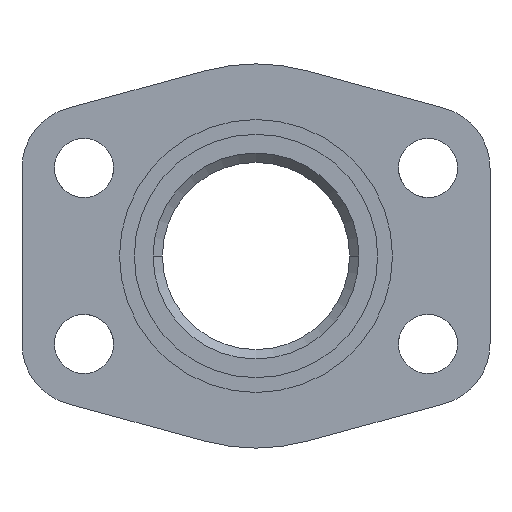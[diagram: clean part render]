
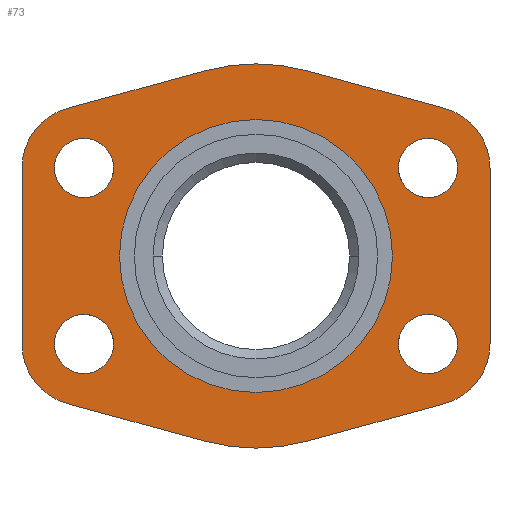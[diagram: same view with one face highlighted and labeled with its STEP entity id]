
A CAD part, front view. The second image highlights one B-rep face of the part: STEP entity #73.
In plain terms, the highlighted planar face has unit normal (0, -1, 0).
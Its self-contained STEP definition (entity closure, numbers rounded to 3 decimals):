
#73=ADVANCED_FACE('',(#154,#155,#156,#157,#158,#159),#160,.F.);
#154=FACE_BOUND('',#260,.T.);
#155=FACE_OUTER_BOUND('',#261,.T.);
#156=FACE_BOUND('',#262,.T.);
#157=FACE_BOUND('',#263,.T.);
#158=FACE_BOUND('',#264,.T.);
#159=FACE_BOUND('',#265,.T.);
#160=PLANE('',#266);
#260=EDGE_LOOP('',(#530,#531));
#261=EDGE_LOOP('',(#532,#533,#534,#535,#536,#537,#538,#539,#540,#541,#542,#543));
#262=EDGE_LOOP('',(#544,#545));
#263=EDGE_LOOP('',(#546,#547));
#264=EDGE_LOOP('',(#548,#549));
#265=EDGE_LOOP('',(#550,#551));
#266=AXIS2_PLACEMENT_3D('',#552,#553,#554);
#530=ORIENTED_EDGE('',*,*,#744,.T.);
#531=ORIENTED_EDGE('',*,*,#743,.T.);
#532=ORIENTED_EDGE('',*,*,#780,.F.);
#533=ORIENTED_EDGE('',*,*,#781,.F.);
#534=ORIENTED_EDGE('',*,*,#782,.F.);
#535=ORIENTED_EDGE('',*,*,#783,.F.);
#536=ORIENTED_EDGE('',*,*,#784,.T.);
#537=ORIENTED_EDGE('',*,*,#785,.F.);
#538=ORIENTED_EDGE('',*,*,#786,.T.);
#539=ORIENTED_EDGE('',*,*,#787,.F.);
#540=ORIENTED_EDGE('',*,*,#788,.F.);
#541=ORIENTED_EDGE('',*,*,#789,.F.);
#542=ORIENTED_EDGE('',*,*,#790,.T.);
#543=ORIENTED_EDGE('',*,*,#791,.F.);
#544=ORIENTED_EDGE('',*,*,#779,.T.);
#545=ORIENTED_EDGE('',*,*,#711,.T.);
#546=ORIENTED_EDGE('',*,*,#778,.T.);
#547=ORIENTED_EDGE('',*,*,#715,.T.);
#548=ORIENTED_EDGE('',*,*,#777,.T.);
#549=ORIENTED_EDGE('',*,*,#720,.T.);
#550=ORIENTED_EDGE('',*,*,#776,.T.);
#551=ORIENTED_EDGE('',*,*,#725,.T.);
#552=CARTESIAN_POINT('',(0.,0.,0.));
#553=DIRECTION('',(-0.0,1.0,0.));
#554=DIRECTION('',(1.0,0.0,0.0));
#711=EDGE_CURVE('',#851,#855,#857,.T.);
#715=EDGE_CURVE('',#859,#863,#865,.T.);
#720=EDGE_CURVE('',#867,#873,#875,.T.);
#725=EDGE_CURVE('',#877,#883,#885,.T.);
#743=EDGE_CURVE('',#913,#917,#919,.T.);
#744=EDGE_CURVE('',#917,#913,#920,.T.);
#776=EDGE_CURVE('',#883,#877,#968,.T.);
#777=EDGE_CURVE('',#873,#867,#969,.T.);
#778=EDGE_CURVE('',#863,#859,#970,.T.);
#779=EDGE_CURVE('',#855,#851,#971,.T.);
#780=EDGE_CURVE('',#972,#973,#974,.T.);
#781=EDGE_CURVE('',#975,#972,#976,.T.);
#782=EDGE_CURVE('',#977,#975,#978,.T.);
#783=EDGE_CURVE('',#979,#977,#980,.T.);
#784=EDGE_CURVE('',#979,#981,#982,.T.);
#785=EDGE_CURVE('',#983,#981,#984,.T.);
#786=EDGE_CURVE('',#983,#985,#986,.T.);
#787=EDGE_CURVE('',#987,#985,#988,.T.);
#788=EDGE_CURVE('',#989,#987,#990,.T.);
#789=EDGE_CURVE('',#991,#989,#992,.T.);
#790=EDGE_CURVE('',#991,#993,#994,.T.);
#791=EDGE_CURVE('',#973,#993,#995,.T.);
#851=VERTEX_POINT('',#1211);
#855=VERTEX_POINT('',#1216);
#857=CIRCLE('',#1219,6.0);
#859=VERTEX_POINT('',#1221);
#863=VERTEX_POINT('',#1226);
#865=CIRCLE('',#1229,6.0);
#867=VERTEX_POINT('',#1231);
#873=VERTEX_POINT('',#1238);
#875=CIRCLE('',#1241,6.0);
#877=VERTEX_POINT('',#1243);
#883=VERTEX_POINT('',#1250);
#885=CIRCLE('',#1253,6.0);
#913=VERTEX_POINT('',#1361);
#917=VERTEX_POINT('',#1366);
#919=CIRCLE('',#1369,27.7);
#920=CIRCLE('',#1370,27.7);
#968=CIRCLE('',#1498,6.0);
#969=CIRCLE('',#1499,6.0);
#970=CIRCLE('',#1500,6.0);
#971=CIRCLE('',#1501,6.0);
#972=VERTEX_POINT('',#1502);
#973=VERTEX_POINT('',#1503);
#974=LINE('',#1504,#1505);
#975=VERTEX_POINT('',#1506);
#976=CIRCLE('',#1507,12.575);
#977=VERTEX_POINT('',#1508);
#978=LINE('',#1509,#1510);
#979=VERTEX_POINT('',#1511);
#980=CIRCLE('',#1512,39.0);
#981=VERTEX_POINT('',#1513);
#982=LINE('',#1514,#1515);
#983=VERTEX_POINT('',#1516);
#984=CIRCLE('',#1517,12.575);
#985=VERTEX_POINT('',#1518);
#986=LINE('',#1519,#1520);
#987=VERTEX_POINT('',#1521);
#988=CIRCLE('',#1522,12.575);
#989=VERTEX_POINT('',#1523);
#990=LINE('',#1524,#1525);
#991=VERTEX_POINT('',#1526);
#992=CIRCLE('',#1527,39.0);
#993=VERTEX_POINT('',#1528);
#994=LINE('',#1529,#1530);
#995=CIRCLE('',#1531,12.575);
#1211=CARTESIAN_POINT('',(-28.925,0.0,-17.855));
#1216=CARTESIAN_POINT('',(-40.925,0.,-17.855));
#1219=AXIS2_PLACEMENT_3D('',#1601,#1602,#1603);
#1221=CARTESIAN_POINT('',(40.925,0.0,-17.855));
#1226=CARTESIAN_POINT('',(28.925,0.,-17.855));
#1229=AXIS2_PLACEMENT_3D('',#1609,#1610,#1611);
#1231=CARTESIAN_POINT('',(-28.925,0.0,17.855));
#1238=CARTESIAN_POINT('',(-40.925,0.,17.855));
#1241=AXIS2_PLACEMENT_3D('',#1620,#1621,#1622);
#1243=CARTESIAN_POINT('',(40.925,0.0,17.855));
#1250=CARTESIAN_POINT('',(28.925,0.,17.855));
#1253=AXIS2_PLACEMENT_3D('',#1631,#1632,#1633);
#1361=CARTESIAN_POINT('',(-27.7,0.,0.));
#1366=CARTESIAN_POINT('',(27.7,0.,0.));
#1369=AXIS2_PLACEMENT_3D('',#1663,#1664,#1665);
#1370=AXIS2_PLACEMENT_3D('',#1666,#1667,#1668);
#1498=AXIS2_PLACEMENT_3D('',#1744,#1745,#1746);
#1499=AXIS2_PLACEMENT_3D('',#1747,#1748,#1749);
#1500=AXIS2_PLACEMENT_3D('',#1750,#1751,#1752);
#1501=AXIS2_PLACEMENT_3D('',#1753,#1754,#1755);
#1502=CARTESIAN_POINT('',(47.5,0.,17.855));
#1503=CARTESIAN_POINT('',(47.5,0.,-17.855));
#1504=CARTESIAN_POINT('',(47.5,0.,17.855));
#1505=VECTOR('',#1756,1.0);
#1506=CARTESIAN_POINT('',(38.238,0.,29.986));
#1507=AXIS2_PLACEMENT_3D('',#1757,#1758,#1759);
#1508=CARTESIAN_POINT('',(10.274,0.,37.622));
#1509=CARTESIAN_POINT('',(10.274,0.,37.622));
#1510=VECTOR('',#1760,1.0);
#1511=CARTESIAN_POINT('',(-10.274,0.,37.622));
#1512=AXIS2_PLACEMENT_3D('',#1761,#1762,#1763);
#1513=CARTESIAN_POINT('',(-38.238,0.,29.986));
#1514=CARTESIAN_POINT('',(-10.274,0.,37.622));
#1515=VECTOR('',#1764,1.0);
#1516=CARTESIAN_POINT('',(-47.5,0.,17.855));
#1517=AXIS2_PLACEMENT_3D('',#1765,#1766,#1767);
#1518=CARTESIAN_POINT('',(-47.5,0.,-17.855));
#1519=CARTESIAN_POINT('',(-47.5,0.,17.855));
#1520=VECTOR('',#1768,1.0);
#1521=CARTESIAN_POINT('',(-38.238,0.,-29.986));
#1522=AXIS2_PLACEMENT_3D('',#1769,#1770,#1771);
#1523=CARTESIAN_POINT('',(-10.274,0.,-37.622));
#1524=CARTESIAN_POINT('',(-10.274,0.,-37.622));
#1525=VECTOR('',#1772,1.0);
#1526=CARTESIAN_POINT('',(10.274,0.,-37.622));
#1527=AXIS2_PLACEMENT_3D('',#1773,#1774,#1775);
#1528=CARTESIAN_POINT('',(38.238,0.,-29.986));
#1529=CARTESIAN_POINT('',(10.274,0.,-37.622));
#1530=VECTOR('',#1776,1.0);
#1531=AXIS2_PLACEMENT_3D('',#1777,#1778,#1779);
#1601=CARTESIAN_POINT('',(-34.925,0.0,-17.855));
#1602=DIRECTION('',(-0.0,1.0,0.));
#1603=DIRECTION('',(1.0,0.0,0.0));
#1609=CARTESIAN_POINT('',(34.925,0.0,-17.855));
#1610=DIRECTION('',(-0.0,1.0,0.));
#1611=DIRECTION('',(1.0,0.0,0.0));
#1620=CARTESIAN_POINT('',(-34.925,0.0,17.855));
#1621=DIRECTION('',(-0.0,1.0,0.));
#1622=DIRECTION('',(1.0,0.0,0.0));
#1631=CARTESIAN_POINT('',(34.925,0.0,17.855));
#1632=DIRECTION('',(-0.0,1.0,0.));
#1633=DIRECTION('',(1.0,0.0,0.0));
#1663=CARTESIAN_POINT('',(0.0,0.0,0.0));
#1664=DIRECTION('',(0.0,1.0,0.));
#1665=DIRECTION('',(-1.0,0.0,0.0));
#1666=CARTESIAN_POINT('',(0.0,0.0,0.0));
#1667=DIRECTION('',(0.0,1.0,0.));
#1668=DIRECTION('',(-1.0,0.0,0.0));
#1744=CARTESIAN_POINT('',(34.925,0.0,17.855));
#1745=DIRECTION('',(-0.0,1.0,0.));
#1746=DIRECTION('',(1.0,0.0,0.0));
#1747=CARTESIAN_POINT('',(-34.925,0.0,17.855));
#1748=DIRECTION('',(-0.0,1.0,0.));
#1749=DIRECTION('',(1.0,0.0,0.0));
#1750=CARTESIAN_POINT('',(34.925,0.0,-17.855));
#1751=DIRECTION('',(-0.0,1.0,0.));
#1752=DIRECTION('',(1.0,0.0,0.0));
#1753=CARTESIAN_POINT('',(-34.925,0.0,-17.855));
#1754=DIRECTION('',(-0.0,1.0,0.));
#1755=DIRECTION('',(1.0,0.0,0.0));
#1756=DIRECTION('',(0.,0.,-1.0));
#1757=CARTESIAN_POINT('',(34.925,0.,17.855));
#1758=DIRECTION('',(-0.0,1.0,0.));
#1759=DIRECTION('',(1.0,0.0,0.0));
#1760=DIRECTION('',(0.965,0.,-0.263));
#1761=CARTESIAN_POINT('',(0.0,0.0,0.0));
#1762=DIRECTION('',(-0.0,1.0,0.));
#1763=DIRECTION('',(1.0,0.0,0.0));
#1764=DIRECTION('',(-0.965,0.,-0.263));
#1765=CARTESIAN_POINT('',(-34.925,0.,17.855));
#1766=DIRECTION('',(-0.0,1.0,0.));
#1767=DIRECTION('',(1.0,0.0,0.0));
#1768=DIRECTION('',(0.,0.,-1.0));
#1769=CARTESIAN_POINT('',(-34.925,0.,-17.855));
#1770=DIRECTION('',(-0.0,1.0,0.));
#1771=DIRECTION('',(1.0,0.0,0.0));
#1772=DIRECTION('',(-0.965,0.,0.263));
#1773=CARTESIAN_POINT('',(0.0,0.0,0.0));
#1774=DIRECTION('',(-0.0,1.0,0.));
#1775=DIRECTION('',(1.0,0.0,0.0));
#1776=DIRECTION('',(0.965,0.,0.263));
#1777=CARTESIAN_POINT('',(34.925,0.,-17.855));
#1778=DIRECTION('',(-0.0,1.0,0.));
#1779=DIRECTION('',(1.0,0.0,0.0));
